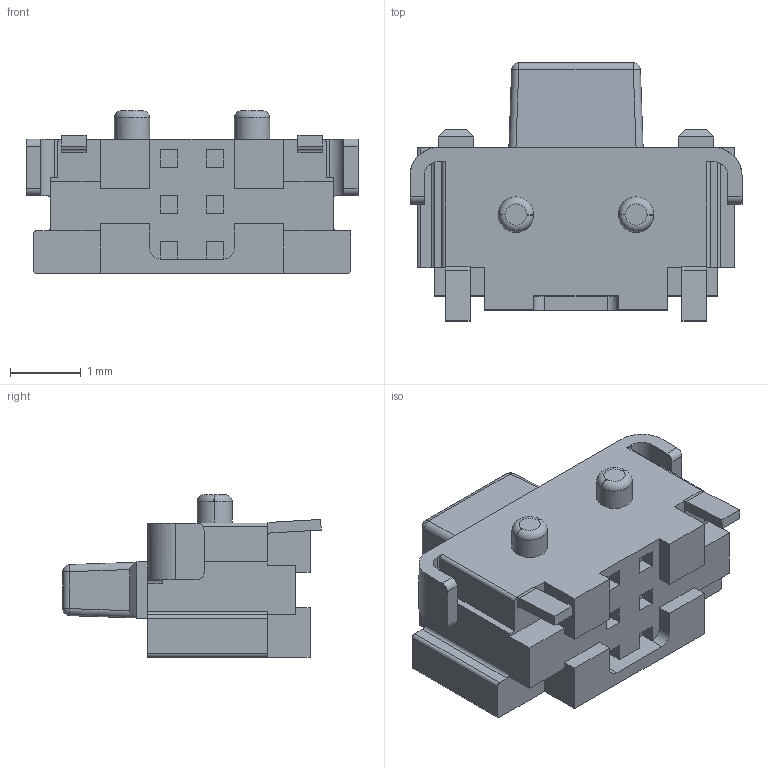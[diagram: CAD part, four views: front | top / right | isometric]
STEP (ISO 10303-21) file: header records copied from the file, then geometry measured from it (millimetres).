
FILE_DESCRIPTION(('STEP AP242'),'1');
FILE_NAME('xb-ts-1010-x-a.stp','2025-04-02T07:46:14',('TraceParts'),('TraceParts S.A.'),'Spatial InterOp 3D',' ',' ');
FILE_SCHEMA(('AP242_MANAGED_MODEL_BASED_3D_ENGINEERING_MIM_LF {1 0 10303 442 1 1 4}'));
Length unit declared in the file: millimetre
Products named in the file (1): xb-ts-1010-x-a
Bounding box: 4.7 x 3.66 x 2.3 mm (x, y, z)
Volume: 18.3 mm3; surface area: 59.8 mm2
Topology: 1 solids, 1 shells, 681 faces, 1919 edges, 1266 vertices
Faces by surface type: plane 624, cylinder 45, torus 8, sphere 4
Entity records: 21637 total; most frequent: CARTESIAN_POINT 3954, ORIENTED_EDGE 3830, DIRECTION 3370, EDGE_CURVE 1915, LINE 1798, VECTOR 1798, VERTEX_POINT 1266, AXIS2_PLACEMENT_3D 786
